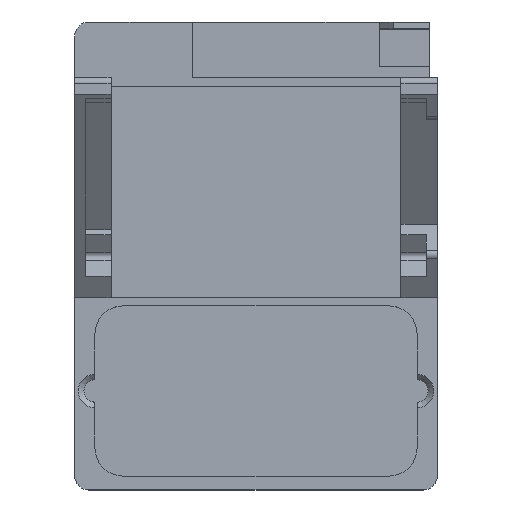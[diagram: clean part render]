
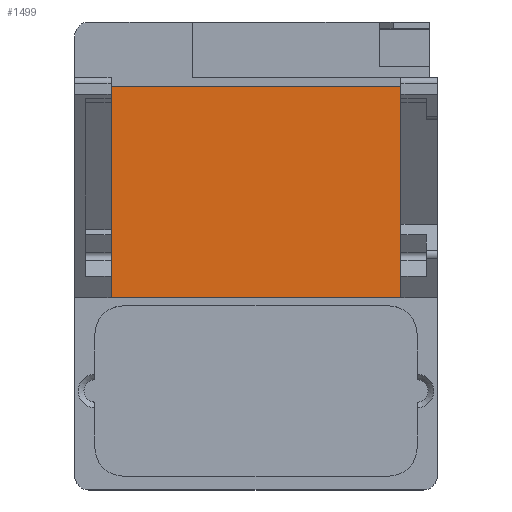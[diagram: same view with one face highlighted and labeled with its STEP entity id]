
A CAD part, top view. The second image highlights one B-rep face of the part: STEP entity #1499.
In plain terms, the highlighted planar face has unit normal (0, 0, 1).
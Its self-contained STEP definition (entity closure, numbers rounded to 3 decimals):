
#54=PLANE('',#1630);
#123=FACE_OUTER_BOUND('',#203,.T.);
#203=EDGE_LOOP('',(#1261,#1262,#1263,#1264));
#259=LINE('',#2145,#431);
#370=LINE('',#2473,#542);
#371=LINE('',#2475,#543);
#372=LINE('',#2476,#544);
#431=VECTOR('',#1716,10.);
#542=VECTOR('',#1973,10.);
#543=VECTOR('',#1974,10.);
#544=VECTOR('',#1975,10.);
#650=VERTEX_POINT('',#2142);
#651=VERTEX_POINT('',#2144);
#755=VERTEX_POINT('',#2472);
#756=VERTEX_POINT('',#2474);
#800=EDGE_CURVE('',#650,#651,#259,.T.);
#948=EDGE_CURVE('',#755,#650,#370,.T.);
#949=EDGE_CURVE('',#756,#755,#371,.T.);
#950=EDGE_CURVE('',#651,#756,#372,.T.);
#1261=ORIENTED_EDGE('',*,*,#948,.F.);
#1262=ORIENTED_EDGE('',*,*,#949,.F.);
#1263=ORIENTED_EDGE('',*,*,#950,.F.);
#1264=ORIENTED_EDGE('',*,*,#800,.F.);
#1499=ADVANCED_FACE('',(#123),#54,.T.);
#1630=AXIS2_PLACEMENT_3D('',#2471,#1971,#1972);
#1716=DIRECTION('',(0.,1.,0.));
#1971=DIRECTION('center_axis',(0.,0.,1.));
#1972=DIRECTION('ref_axis',(1.,0.,0.));
#1973=DIRECTION('',(-1.,0.,0.));
#1974=DIRECTION('',(0.,-1.,0.));
#1975=DIRECTION('',(1.,0.,0.));
#2142=CARTESIAN_POINT('',(219.188,-15.724,0.1));
#2144=CARTESIAN_POINT('',(219.188,60.088,0.1));
#2145=CARTESIAN_POINT('',(219.188,22.932,0.1));
#2471=CARTESIAN_POINT('Origin',(271.188,22.182,0.1));
#2472=CARTESIAN_POINT('',(323.188,-15.724,0.1));
#2473=CARTESIAN_POINT('',(303.688,-15.724,0.1));
#2474=CARTESIAN_POINT('',(323.188,60.088,0.1));
#2475=CARTESIAN_POINT('',(323.188,27.932,0.1));
#2476=CARTESIAN_POINT('',(238.688,60.088,0.1));
